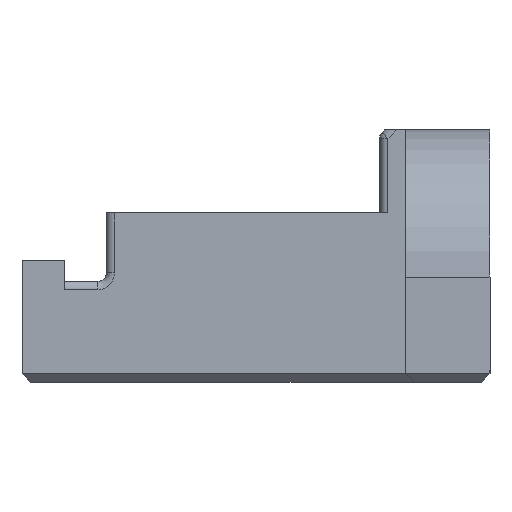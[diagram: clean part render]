
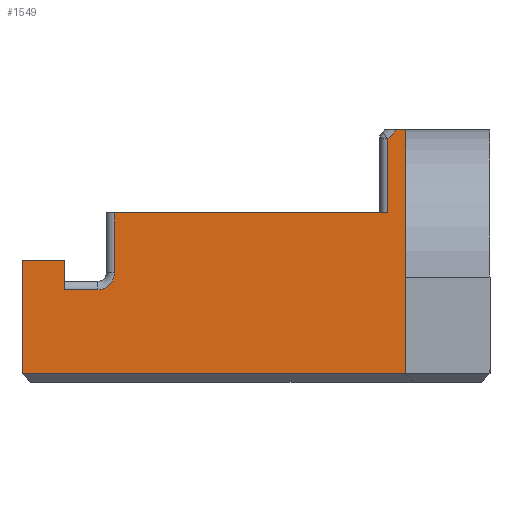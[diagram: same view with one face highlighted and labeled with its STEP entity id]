
A CAD part, left-side view. The second image highlights one B-rep face of the part: STEP entity #1549.
In plain terms, the highlighted planar face has unit normal (-1, 0, 0).
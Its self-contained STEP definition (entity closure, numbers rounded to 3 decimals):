
#59=CIRCLE('',#1651,0.8);
#119=FACE_OUTER_BOUND('',#205,.T.);
#205=EDGE_LOOP('',(#1230,#1231,#1232,#1233,#1234,#1235,#1236,#1237,#1238,
#1239,#1240,#1241));
#323=LINE('',#2339,#515);
#328=LINE('',#2351,#520);
#329=LINE('',#2354,#521);
#341=LINE('',#2394,#533);
#348=LINE('',#2408,#540);
#358=LINE('',#2429,#550);
#359=LINE('',#2432,#551);
#360=LINE('',#2434,#552);
#361=LINE('',#2436,#553);
#362=LINE('',#2437,#554);
#363=LINE('',#2438,#555);
#515=VECTOR('',#1892,10.);
#520=VECTOR('',#1903,10.);
#521=VECTOR('',#1906,10.);
#533=VECTOR('',#1954,10.);
#540=VECTOR('',#1965,10.);
#550=VECTOR('',#1987,10.);
#551=VECTOR('',#1990,10.);
#552=VECTOR('',#1991,10.);
#553=VECTOR('',#1992,10.);
#554=VECTOR('',#1993,10.);
#555=VECTOR('',#1994,10.);
#694=VERTEX_POINT('',#2336);
#695=VERTEX_POINT('',#2338);
#699=VERTEX_POINT('',#2349);
#700=VERTEX_POINT('',#2353);
#703=VERTEX_POINT('',#2361);
#710=VERTEX_POINT('',#2392);
#711=VERTEX_POINT('',#2397);
#715=VERTEX_POINT('',#2407);
#720=VERTEX_POINT('',#2427);
#721=VERTEX_POINT('',#2431);
#722=VERTEX_POINT('',#2433);
#723=VERTEX_POINT('',#2435);
#865=EDGE_CURVE('',#695,#694,#323,.T.);
#872=EDGE_CURVE('',#699,#694,#328,.T.);
#873=EDGE_CURVE('',#695,#700,#329,.T.);
#878=EDGE_CURVE('',#703,#699,#59,.T.);
#893=EDGE_CURVE('',#710,#703,#341,.T.);
#900=EDGE_CURVE('',#711,#715,#348,.T.);
#911=EDGE_CURVE('',#700,#720,#358,.T.);
#912=EDGE_CURVE('',#720,#721,#359,.T.);
#913=EDGE_CURVE('',#710,#722,#360,.T.);
#914=EDGE_CURVE('',#722,#723,#361,.T.);
#915=EDGE_CURVE('',#723,#715,#362,.T.);
#916=EDGE_CURVE('',#721,#711,#363,.T.);
#1230=ORIENTED_EDGE('',*,*,#912,.F.);
#1231=ORIENTED_EDGE('',*,*,#911,.F.);
#1232=ORIENTED_EDGE('',*,*,#873,.F.);
#1233=ORIENTED_EDGE('',*,*,#865,.T.);
#1234=ORIENTED_EDGE('',*,*,#872,.F.);
#1235=ORIENTED_EDGE('',*,*,#878,.F.);
#1236=ORIENTED_EDGE('',*,*,#893,.F.);
#1237=ORIENTED_EDGE('',*,*,#913,.T.);
#1238=ORIENTED_EDGE('',*,*,#914,.T.);
#1239=ORIENTED_EDGE('',*,*,#915,.T.);
#1240=ORIENTED_EDGE('',*,*,#900,.F.);
#1241=ORIENTED_EDGE('',*,*,#916,.F.);
#1468=PLANE('',#1673);
#1549=ADVANCED_FACE('',(#119),#1468,.T.);
#1651=AXIS2_PLACEMENT_3D('',#2363,#1916,#1917);
#1673=AXIS2_PLACEMENT_3D('',#2430,#1988,#1989);
#1892=DIRECTION('',(0.,1.,0.));
#1903=DIRECTION('',(0.,0.,1.));
#1906=DIRECTION('',(0.,0.,1.));
#1916=DIRECTION('center_axis',(-1.,0.,0.));
#1917=DIRECTION('ref_axis',(0.,-0.707,-0.707));
#1954=DIRECTION('',(0.,-1.,0.));
#1965=DIRECTION('',(0.,1.,0.));
#1987=DIRECTION('',(0.,-0.707,0.707));
#1988=DIRECTION('center_axis',(-1.,0.,0.));
#1989=DIRECTION('ref_axis',(0.,-1.,0.));
#1990=DIRECTION('',(0.,-1.,0.));
#1991=DIRECTION('',(0.,0.,1.));
#1992=DIRECTION('',(0.,1.,0.));
#1993=DIRECTION('',(0.,0.,-1.));
#1994=DIRECTION('',(0.,0.,-1.));
#2336=CARTESIAN_POINT('',(9.6,17.45,8.05));
#2338=CARTESIAN_POINT('',(9.6,4.45,8.05));
#2339=CARTESIAN_POINT('',(9.6,4.229,8.05));
#2349=CARTESIAN_POINT('',(9.6,17.45,5.2));
#2351=CARTESIAN_POINT('',(9.6,17.45,7.05));
#2353=CARTESIAN_POINT('',(9.6,4.45,11.584));
#2354=CARTESIAN_POINT('',(9.6,4.45,8.05));
#2361=CARTESIAN_POINT('',(9.6,18.25,4.4));
#2363=CARTESIAN_POINT('Origin',(9.6,18.25,5.2));
#2392=CARTESIAN_POINT('',(9.6,19.85,4.4));
#2394=CARTESIAN_POINT('',(9.6,2.229,4.4));
#2397=CARTESIAN_POINT('',(9.6,3.6,0.4));
#2407=CARTESIAN_POINT('',(9.6,21.85,0.4));
#2408=CARTESIAN_POINT('',(9.6,7.657,0.4));
#2427=CARTESIAN_POINT('',(9.6,4.034,12.));
#2429=CARTESIAN_POINT('',(9.6,4.369,11.665));
#2430=CARTESIAN_POINT('Origin',(9.6,10.722,7.5));
#2431=CARTESIAN_POINT('',(9.6,3.6,12.));
#2432=CARTESIAN_POINT('',(9.6,10.724,12.));
#2433=CARTESIAN_POINT('',(9.6,19.85,5.8));
#2434=CARTESIAN_POINT('',(9.6,19.85,7.1));
#2435=CARTESIAN_POINT('',(9.6,21.85,5.8));
#2436=CARTESIAN_POINT('',(9.6,11.134,5.8));
#2437=CARTESIAN_POINT('',(9.6,21.85,7.1));
#2438=CARTESIAN_POINT('',(9.6,3.6,11.75));
